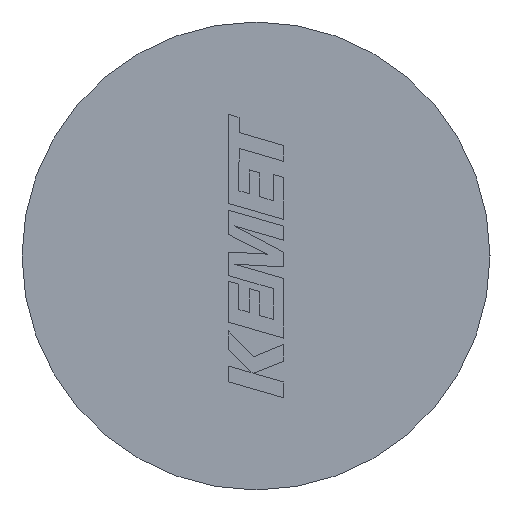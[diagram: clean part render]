
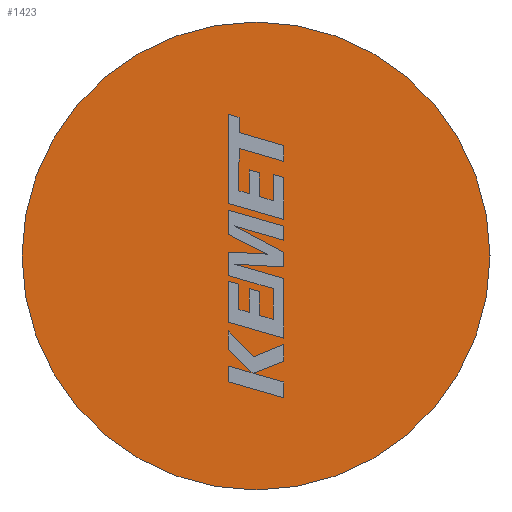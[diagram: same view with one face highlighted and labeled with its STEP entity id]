
A CAD part, left-side view. The second image highlights one B-rep face of the part: STEP entity #1423.
In plain terms, the highlighted planar face has unit normal (-1, 0, 0).
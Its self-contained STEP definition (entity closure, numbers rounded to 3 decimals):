
#63 = EDGE_LOOP ( 'NONE', ( #1904, #1720 ) ) ;
#78 = DIRECTION ( 'NONE',  ( 0., 0., -1. ) ) ;
#277 = CARTESIAN_POINT ( 'NONE',  ( 0., 0., 0. ) ) ;
#367 = FACE_OUTER_BOUND ( 'NONE', #63, .T. ) ;
#540 = VERTEX_POINT ( 'NONE', #2650 ) ;
#559 = DIRECTION ( 'NONE',  ( 1., 0., 0. ) ) ;
#635 = PLANE ( 'NONE',  #1380 ) ;
#936 = CARTESIAN_POINT ( 'NONE',  ( 0., 0., 0. ) ) ;
#965 = AXIS2_PLACEMENT_3D ( 'NONE', #277, #559, #78 ) ;
#976 = VERTEX_POINT ( 'NONE', #2384 ) ;
#1148 = EDGE_CURVE ( 'NONE', #540, #976, #1330, .T. ) ;
#1330 = CIRCLE ( 'NONE', #965, 2.25 ) ;
#1380 = AXIS2_PLACEMENT_3D ( 'NONE', #1485, #2285, #3289 ) ;
#1423 = ADVANCED_FACE ( 'NONE', ( #367 ), #635, .F. ) ;
#1485 = CARTESIAN_POINT ( 'NONE',  ( 0., 0., 0. ) ) ;
#1697 = EDGE_CURVE ( 'NONE', #976, #540, #2604, .T. ) ;
#1720 = ORIENTED_EDGE ( 'NONE', *, *, #1697, .F. ) ;
#1904 = ORIENTED_EDGE ( 'NONE', *, *, #1148, .F. ) ;
#1938 = DIRECTION ( 'NONE',  ( 0., 0., -1. ) ) ;
#2285 = DIRECTION ( 'NONE',  ( 1., 0., 0. ) ) ;
#2384 = CARTESIAN_POINT ( 'NONE',  ( 0., 0., -2.25 ) ) ;
#2604 = CIRCLE ( 'NONE', #2813, 2.25 ) ;
#2650 = CARTESIAN_POINT ( 'NONE',  ( 0., 0., 2.25 ) ) ;
#2813 = AXIS2_PLACEMENT_3D ( 'NONE', #936, #3023, #1938 ) ;
#3023 = DIRECTION ( 'NONE',  ( 1., 0., 0. ) ) ;
#3289 = DIRECTION ( 'NONE',  ( 0., 0., -1. ) ) ;
